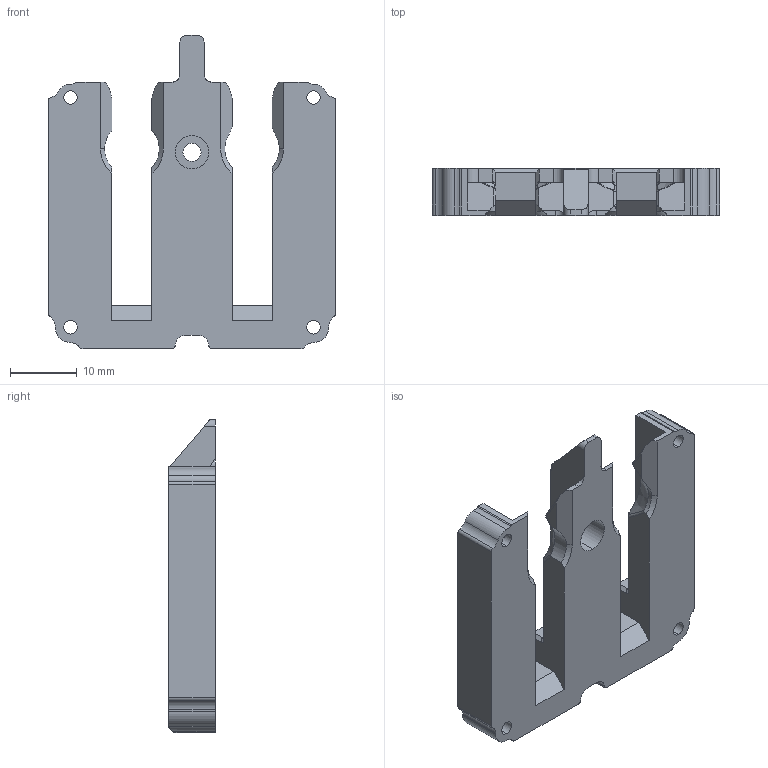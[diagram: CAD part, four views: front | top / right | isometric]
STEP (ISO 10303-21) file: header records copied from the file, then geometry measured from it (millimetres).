
FILE_DESCRIPTION (( 'STEP AP203' ), '1' );
FILE_NAME ('1991-U.STEP', '2016-08-19T14:25:16', ( '' ), ( '' ), 'SwSTEP 2.0', 'SolidWorks 2015', '' );
FILE_SCHEMA (( 'CONFIG_CONTROL_DESIGN' ));
Length unit declared in the file: millimetre
Products named in the file (1): 1991-U
Bounding box: 43 x 7 x 46.9 mm (x, y, z)
Volume: 7216.1 mm3; surface area: 4865.6 mm2
Topology: 1 solids, 1 shells, 207 faces, 559 edges, 362 vertices
Faces by surface type: plane 87, cylinder 74, cone 26, bspline 20
Entity records: 6914 total; most frequent: CARTESIAN_POINT 1853, ORIENTED_EDGE 1118, DIRECTION 961, EDGE_CURVE 559, VERTEX_POINT 362, AXIS2_PLACEMENT_3D 338, VECTOR 285, LINE 285
